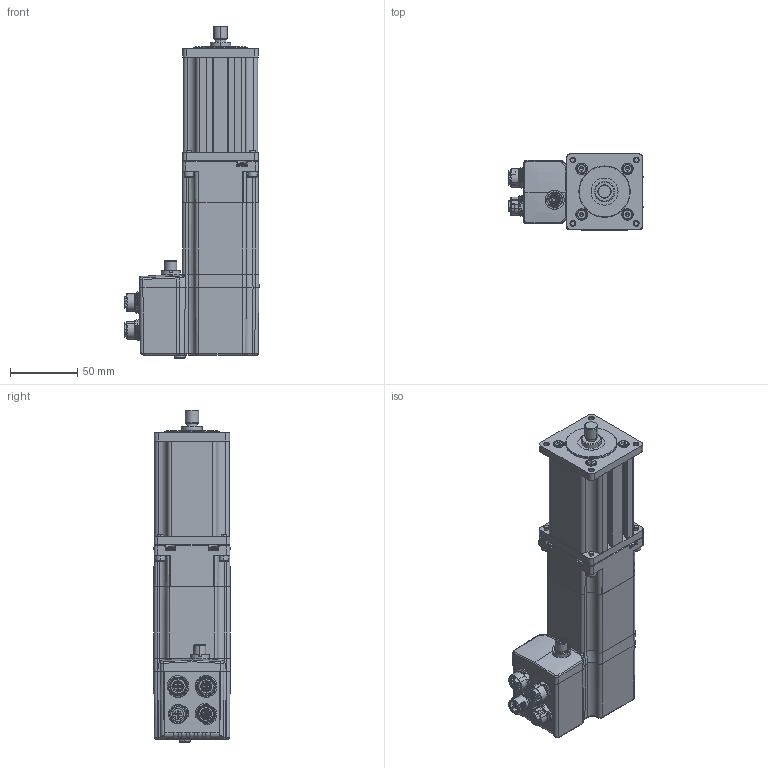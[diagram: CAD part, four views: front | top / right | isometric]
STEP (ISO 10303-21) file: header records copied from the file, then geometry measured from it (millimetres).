
FILE_DESCRIPTION (( 'STEP AP203' ), '1' );
FILE_NAME ('01-MIS232T66yyxxS6 + captive housing 71,1.STEP', '2023-07-19T13:19:43', ( '' ), ( '' ), 'SwSTEP 2.0', 'SolidWorks 2023', '' );
FILE_SCHEMA (( 'CONFIG_CONTROL_DESIGN' ));
Length unit declared in the file: millimetre
Products named in the file (8): socket head cap screw_din_DIN 912 M4 x 8 --- 8N; 01-MIS232T66yyxxS6 + captive housing 71,1; Captive housing mockup_71,1; MIS232T66yyxxS6; Piston mockup_IN WORK; socket head cap screw_din_DIN 912 M4 x 16 --- 16N; Front Flange mockup; Back Flange mockup
Assembly tree (13 placements, depth 2):
  01-MIS232T66yyxxS6 + captive housing 71,1
    MIS232T66yyxxS6
    Back Flange mockup
    Captive housing mockup_71,1
    Front Flange mockup
    socket head cap screw_din_DIN 912 M4 x 8 --- 8N  x4
    Piston mockup_IN WORK
    socket head cap screw_din_DIN 912 M4 x 16 --- 16N  x4
Bounding box: 99.82 x 56.67 x 246.3 mm (x, y, z)
Volume: 617858 mm3; surface area: 113122.5 mm2
Topology: 14 solids, 25 shells, 2706 faces, 6752 edges, 4165 vertices
Faces by surface type: plane 1145, cylinder 722, cone 384, bspline 244, torus 165, sphere 46
Entity records: 110408 total; most frequent: CARTESIAN_POINT 50639, ORIENTED_EDGE 12688, DIRECTION 11733, EDGE_CURVE 6344, AXIS2_PLACEMENT_3D 4327, VERTEX_POINT 3967, VECTOR 3079, LINE 3079
